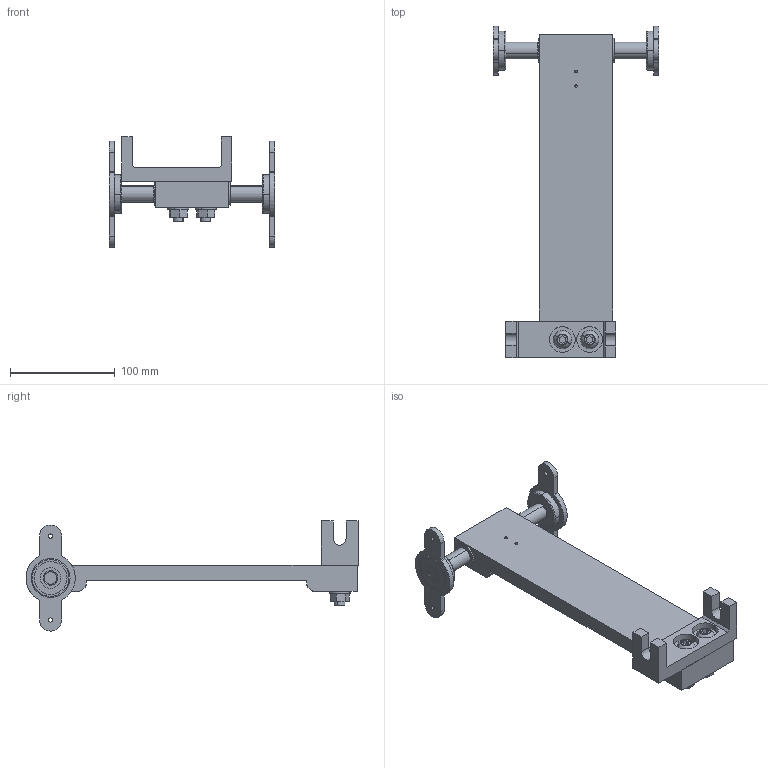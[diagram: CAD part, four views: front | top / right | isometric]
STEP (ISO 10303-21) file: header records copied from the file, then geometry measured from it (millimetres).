
FILE_DESCRIPTION(('CATIA V5 STEP Exchange','CAx-IF Rec.Pracs.--- Model Styling and Organization---1.4--- 2014-01-23','CAx-IF Rec.Pracs.---Representation and Presentation of Product Manufacturing Information (PMI)---4.0---2014-10-13','CAx-IF Rec.Pracs.--- Geometric and Assembly Validation Properties ---4.2---2014-10-09','CAx-IF Rec.Pracs.---3D Tessellated Data Validation Properties---0.5---2014-09-14'),'2;1');
FILE_NAME('Conjunto_Placa_Completo.stp','2020-04-15T18:13:40+00:00',('none'),('none'),'CATIA Version 5-6 Release 2018 SP3','CATIA V5 STEP AP242','none');
FILE_SCHEMA(('AP242_MANAGED_MODEL_BASED_3D_ENGINEERING_MIM_LF {1 0 10303 442 1 1 4}'));
Length unit declared in the file: millimetre
Products named in the file (1): 53952055_AllCATPart
Bounding box: 158 x 316.35 x 104.9 mm (x, y, z)
Volume: 494745.5 mm3; surface area: 119717.6 mm2
Topology: 15 solids, 17 shells, 348 faces, 888 edges, 595 vertices
Faces by surface type: plane 132, cylinder 112, cone 44, torus 40, bspline 20
Entity records: 11077 total; most frequent: CARTESIAN_POINT 3294, ORIENTED_EDGE 1712, DIRECTION 1168, EDGE_CURVE 856, AXIS2_PLACEMENT_3D 597, VERTEX_POINT 564, EDGE_LOOP 408, CIRCLE 381
